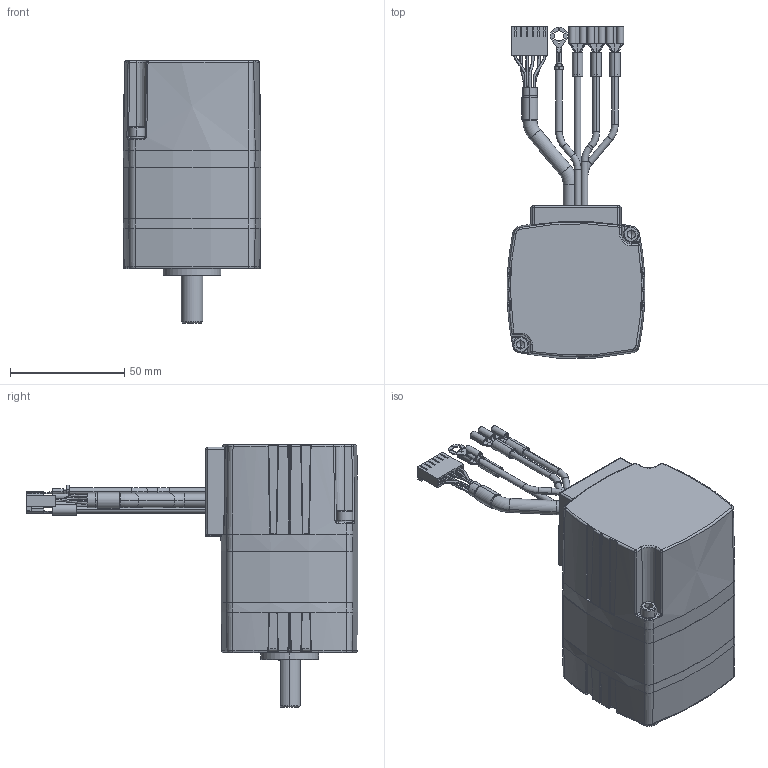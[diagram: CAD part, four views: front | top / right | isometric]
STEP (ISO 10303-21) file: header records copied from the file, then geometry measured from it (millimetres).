
FILE_DESCRIPTION (( 'STEP AP203' ), '1' );
FILE_NAME ('INFM0233.STEP', '2018-05-30T03:34:38', ( '' ), ( '' ), 'SwSTEP 2.0', 'SolidWorks 2017', '' );
FILE_SCHEMA (( 'CONFIG_CONTROL_DESIGN' ));
Length unit declared in the file: inch
Products named in the file (11): 53100022_53100022; 54500017_54500017; 118AZ008_118AZ008; 51600012_51600012; 129AZ025_129AZ025; 54100151_54100151; 328AZ078_328AZ078; INFM0233; 491az003_491AZ003; 57300034_57300034; 328AZ031_328AZ031
Assembly tree (12 placements, depth 2):
  INFM0233
    328AZ031_328AZ031
    53100022_53100022
    54500017_54500017
    118AZ008_118AZ008
    129AZ025_129AZ025
    328AZ078_328AZ078
    491az003_491AZ003
    57300034_57300034
    51600012_51600012  x2
    54100151_54100151  x2
Bounding box: 60.33 x 145.07 x 114.81 mm (x, y, z)
Volume: 315106.8 mm3; surface area: 60734.6 mm2
Topology: 37 solids, 37 shells, 1597 faces, 4043 edges, 2529 vertices
Faces by surface type: plane 668, cylinder 495, bspline 208, cone 112, torus 110, sphere 4
Entity records: 58517 total; most frequent: CARTESIAN_POINT 21325, ORIENTED_EDGE 7856, DIRECTION 7043, EDGE_CURVE 3928, AXIS2_PLACEMENT_3D 2561, VERTEX_POINT 2474, VECTOR 1921, LINE 1921
